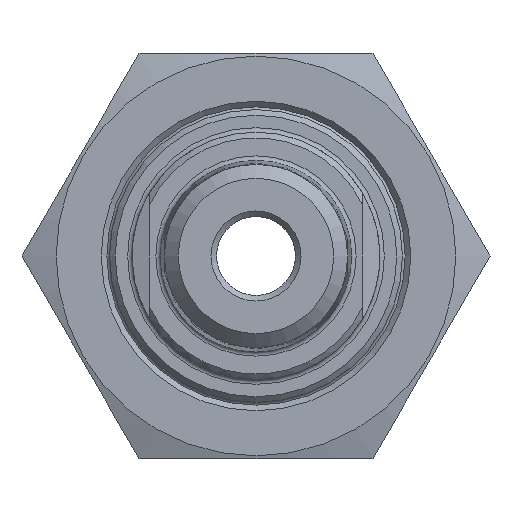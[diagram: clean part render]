
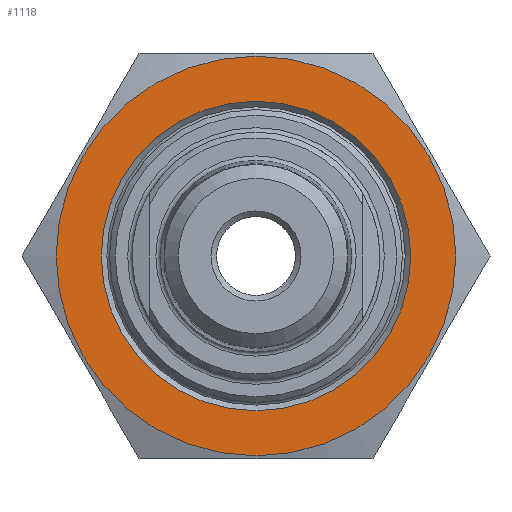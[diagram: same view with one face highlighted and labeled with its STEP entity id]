
A CAD part, left-side view. The second image highlights one B-rep face of the part: STEP entity #1118.
In plain terms, the highlighted planar face has unit normal (-1, 0, 0).
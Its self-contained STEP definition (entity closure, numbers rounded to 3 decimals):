
#50=FACE_BOUND('',#185,.T.);
#77=PLANE('',#1272);
#111=FACE_OUTER_BOUND('',#184,.T.);
#184=EDGE_LOOP('',(#801));
#185=EDGE_LOOP('',(#802));
#384=CIRCLE('',#1255,17.75);
#389=CIRCLE('',#1267,13.75);
#486=VERTEX_POINT('',#1872);
#492=VERTEX_POINT('',#1903);
#596=EDGE_CURVE('',#486,#486,#384,.T.);
#609=EDGE_CURVE('',#492,#492,#389,.T.);
#801=ORIENTED_EDGE('',*,*,#596,.T.);
#802=ORIENTED_EDGE('',*,*,#609,.F.);
#1118=ADVANCED_FACE('',(#111,#50),#77,.F.);
#1255=AXIS2_PLACEMENT_3D('',#1874,#1436,#1437);
#1267=AXIS2_PLACEMENT_3D('',#1904,#1466,#1467);
#1272=AXIS2_PLACEMENT_3D('',#1914,#1478,#1479);
#1436=DIRECTION('center_axis',(-1.,0.,0.));
#1437=DIRECTION('ref_axis',(0.,1.,0.));
#1466=DIRECTION('center_axis',(-1.,0.,0.));
#1467=DIRECTION('ref_axis',(0.,-1.,0.));
#1478=DIRECTION('center_axis',(1.,0.,0.));
#1479=DIRECTION('ref_axis',(0.,0.,-1.));
#1872=CARTESIAN_POINT('',(-7.75,-17.75,0.));
#1874=CARTESIAN_POINT('Origin',(-7.75,0.,0.));
#1903=CARTESIAN_POINT('',(-7.75,13.75,0.));
#1904=CARTESIAN_POINT('Origin',(-7.75,0.,0.));
#1914=CARTESIAN_POINT('Origin',(-7.75,0.,0.));
